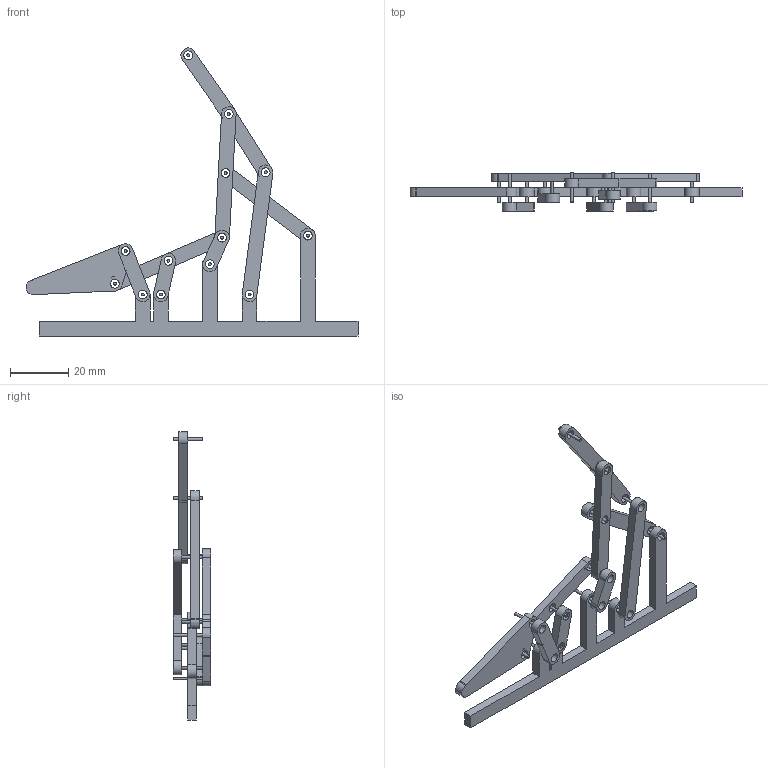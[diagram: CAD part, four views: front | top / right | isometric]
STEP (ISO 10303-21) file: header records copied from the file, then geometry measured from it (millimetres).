
FILE_DESCRIPTION( ( '' ), ' ' );
FILE_NAME( '5af02b61665d560f9820c60a.step', '2018-05-07T10:33:07', ( '' ), ( '' ), ' ', ' ', ' ' );
FILE_SCHEMA( ( 'AUTOMOTIVE_DESIGN { 1 0 10303 214 1 1 1 1 }' ) );
Length unit declared in the file: metre
Products named in the file (23): Part 15; Part 11; Part 12; Part 13; Part 14; Part 16; Part 19; Part 17; Part 18; Part 20; Part 21; Part 23; Part 22; Part 10; Part 9; Part 8; Part 7; Part 6; Part 5; Part 4; Part 3; Part 2; Part 1
Bounding box: 113.76 x 13 x 98.69 mm (x, y, z)
Volume: 7728.9 mm3; surface area: 9598.2 mm2
Topology: 23 solids, 23 shells, 171 faces, 375 edges, 250 vertices
Faces by surface type: plane 104, cylinder 67
Full cylindrical faces by diameter (mm): 1 x13, 3 x26
Entity records: 6244 total; most frequent: DIRECTION 858, CARTESIAN_POINT 780, ORIENTED_EDGE 672, EDGE_CURVE 336, AXIS2_PLACEMENT_3D 328, EDGE_LOOP 266, VERTEX_POINT 250, FACE_OUTER_BOUND 210
